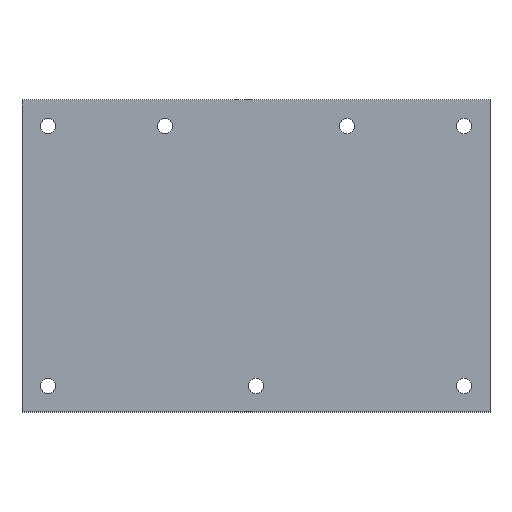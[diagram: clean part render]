
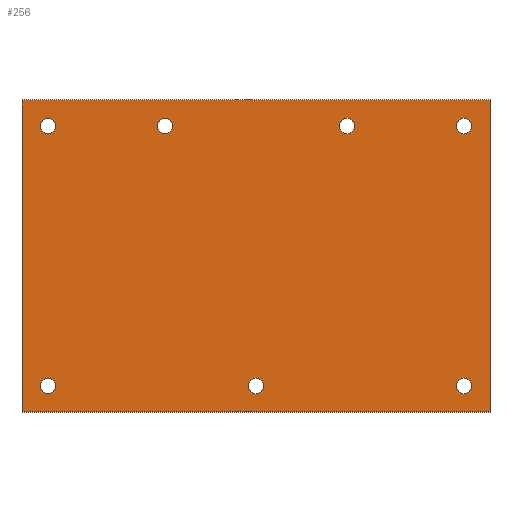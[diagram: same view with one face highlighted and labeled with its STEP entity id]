
A CAD part, top view. The second image highlights one B-rep face of the part: STEP entity #256.
In plain terms, the highlighted planar face has unit normal (0, 0, 1).
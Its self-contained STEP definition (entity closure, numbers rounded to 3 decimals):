
#16=LINE('',#416,#28);
#19=LINE('',#422,#31);
#22=LINE('',#428,#34);
#25=LINE('',#432,#37);
#28=VECTOR('',#353,10.);
#31=VECTOR('',#358,10.);
#34=VECTOR('',#363,10.);
#37=VECTOR('',#368,10.);
#42=PLANE('',#303);
#63=FACE_BOUND('',#109,.T.);
#64=FACE_BOUND('',#110,.T.);
#65=FACE_BOUND('',#111,.T.);
#66=FACE_BOUND('',#112,.T.);
#67=FACE_BOUND('',#113,.T.);
#68=FACE_BOUND('',#114,.T.);
#69=FACE_BOUND('',#115,.T.);
#88=FACE_OUTER_BOUND('',#108,.T.);
#108=EDGE_LOOP('',(#216,#217,#218,#219));
#109=EDGE_LOOP('',(#220));
#110=EDGE_LOOP('',(#221));
#111=EDGE_LOOP('',(#222));
#112=EDGE_LOOP('',(#223));
#113=EDGE_LOOP('',(#224));
#114=EDGE_LOOP('',(#225));
#115=EDGE_LOOP('',(#226));
#124=CIRCLE('',#279,3.);
#126=CIRCLE('',#282,3.);
#128=CIRCLE('',#285,3.);
#130=CIRCLE('',#288,3.);
#132=CIRCLE('',#291,3.);
#134=CIRCLE('',#294,3.);
#136=CIRCLE('',#297,3.);
#138=VERTEX_POINT('',#375);
#140=VERTEX_POINT('',#380);
#142=VERTEX_POINT('',#385);
#144=VERTEX_POINT('',#390);
#146=VERTEX_POINT('',#395);
#148=VERTEX_POINT('',#400);
#150=VERTEX_POINT('',#405);
#154=VERTEX_POINT('',#413);
#155=VERTEX_POINT('',#415);
#157=VERTEX_POINT('',#421);
#159=VERTEX_POINT('',#427);
#160=EDGE_CURVE('',#138,#138,#124,.T.);
#162=EDGE_CURVE('',#140,#140,#126,.T.);
#164=EDGE_CURVE('',#142,#142,#128,.T.);
#166=EDGE_CURVE('',#144,#144,#130,.T.);
#168=EDGE_CURVE('',#146,#146,#132,.T.);
#170=EDGE_CURVE('',#148,#148,#134,.T.);
#172=EDGE_CURVE('',#150,#150,#136,.T.);
#176=EDGE_CURVE('',#155,#154,#16,.T.);
#179=EDGE_CURVE('',#157,#155,#19,.T.);
#182=EDGE_CURVE('',#159,#157,#22,.T.);
#185=EDGE_CURVE('',#154,#159,#25,.T.);
#216=ORIENTED_EDGE('',*,*,#185,.T.);
#217=ORIENTED_EDGE('',*,*,#182,.T.);
#218=ORIENTED_EDGE('',*,*,#179,.T.);
#219=ORIENTED_EDGE('',*,*,#176,.T.);
#220=ORIENTED_EDGE('',*,*,#160,.T.);
#221=ORIENTED_EDGE('',*,*,#162,.T.);
#222=ORIENTED_EDGE('',*,*,#164,.T.);
#223=ORIENTED_EDGE('',*,*,#166,.T.);
#224=ORIENTED_EDGE('',*,*,#168,.T.);
#225=ORIENTED_EDGE('',*,*,#170,.T.);
#226=ORIENTED_EDGE('',*,*,#172,.T.);
#256=ADVANCED_FACE('',(#88,#63,#64,#65,#66,#67,#68,#69),#42,.T.);
#279=AXIS2_PLACEMENT_3D('',#376,#309,#310);
#282=AXIS2_PLACEMENT_3D('',#381,#315,#316);
#285=AXIS2_PLACEMENT_3D('',#386,#321,#322);
#288=AXIS2_PLACEMENT_3D('',#391,#327,#328);
#291=AXIS2_PLACEMENT_3D('',#396,#333,#334);
#294=AXIS2_PLACEMENT_3D('',#401,#339,#340);
#297=AXIS2_PLACEMENT_3D('',#406,#345,#346);
#303=AXIS2_PLACEMENT_3D('',#433,#369,#370);
#309=DIRECTION('center_axis',(0.,0.,-1.));
#310=DIRECTION('ref_axis',(-1.,0.,0.));
#315=DIRECTION('center_axis',(0.,0.,-1.));
#316=DIRECTION('ref_axis',(-1.,0.,0.));
#321=DIRECTION('center_axis',(0.,0.,-1.));
#322=DIRECTION('ref_axis',(-1.,0.,0.));
#327=DIRECTION('center_axis',(0.,0.,-1.));
#328=DIRECTION('ref_axis',(-1.,0.,0.));
#333=DIRECTION('center_axis',(0.,0.,-1.));
#334=DIRECTION('ref_axis',(-1.,0.,0.));
#339=DIRECTION('center_axis',(0.,0.,-1.));
#340=DIRECTION('ref_axis',(-1.,0.,0.));
#345=DIRECTION('center_axis',(0.,0.,-1.));
#346=DIRECTION('ref_axis',(-1.,0.,0.));
#353=DIRECTION('',(0.,1.,0.));
#358=DIRECTION('',(1.,0.,0.));
#363=DIRECTION('',(0.,-1.,0.));
#368=DIRECTION('',(-1.,0.,0.));
#369=DIRECTION('center_axis',(0.,0.,1.));
#370=DIRECTION('ref_axis',(1.,0.,0.));
#375=CARTESIAN_POINT('',(38.,50.,6.));
#376=CARTESIAN_POINT('Origin',(35.,50.,6.));
#380=CARTESIAN_POINT('',(-32.,50.,6.));
#381=CARTESIAN_POINT('Origin',(-35.,50.,6.));
#385=CARTESIAN_POINT('',(-77.,50.,6.));
#386=CARTESIAN_POINT('Origin',(-80.,50.,6.));
#390=CARTESIAN_POINT('',(83.,-50.,6.));
#391=CARTESIAN_POINT('Origin',(80.,-50.,6.));
#395=CARTESIAN_POINT('',(3.,-50.,6.));
#396=CARTESIAN_POINT('Origin',(0.,-50.,6.));
#400=CARTESIAN_POINT('',(83.,50.,6.));
#401=CARTESIAN_POINT('Origin',(80.,50.,6.));
#405=CARTESIAN_POINT('',(-77.,-50.,6.));
#406=CARTESIAN_POINT('Origin',(-80.,-50.,6.));
#413=CARTESIAN_POINT('',(90.,60.,6.));
#415=CARTESIAN_POINT('',(90.,-60.,6.));
#416=CARTESIAN_POINT('',(90.,-60.,6.));
#421=CARTESIAN_POINT('',(-90.,-60.,6.));
#422=CARTESIAN_POINT('',(-90.,-60.,6.));
#427=CARTESIAN_POINT('',(-90.,60.,6.));
#428=CARTESIAN_POINT('',(-90.,60.,6.));
#432=CARTESIAN_POINT('',(90.,60.,6.));
#433=CARTESIAN_POINT('Origin',(0.,0.,6.));
